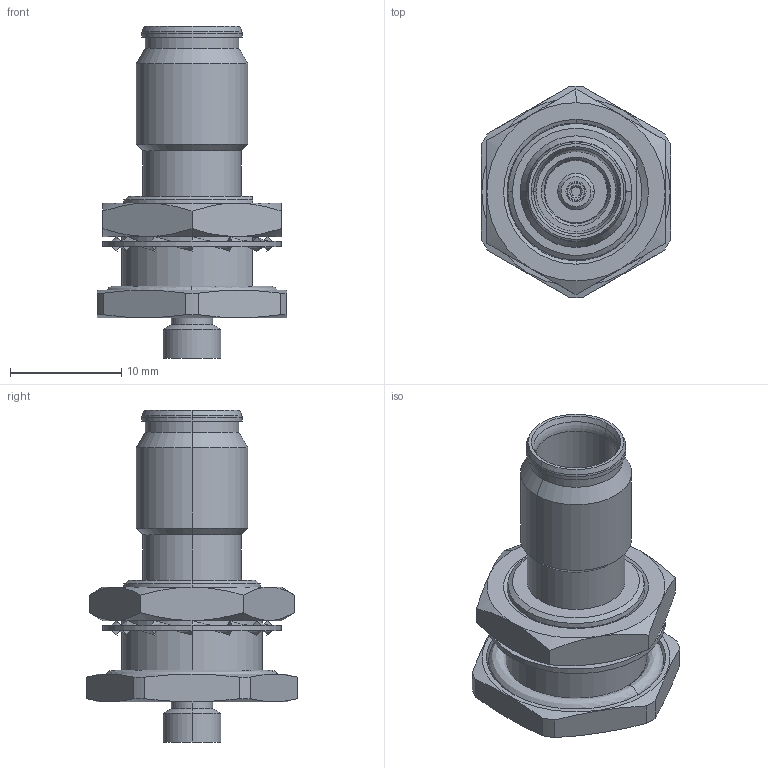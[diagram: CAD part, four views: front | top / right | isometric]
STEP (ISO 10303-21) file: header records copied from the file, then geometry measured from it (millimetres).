
FILE_DESCRIPTION (( 'STEP AP214' ), '1' );
FILE_NAME ('J01491A0007.STEP', '2020-11-26T09:49:49', ( '' ), ( '' ), 'SwSTEP 2.0', 'SolidWorks 2020', '' );
FILE_SCHEMA (( 'AUTOMOTIVE_DESIGN' ));
Length unit declared in the file: millimetre
Products named in the file (1): J01491A0007
Bounding box: 17 x 19 x 29.8 mm (x, y, z)
Volume: 2785.8 mm3; surface area: 2479.4 mm2
Topology: 3 solids, 3 shells, 203 faces, 496 edges, 311 vertices
Faces by surface type: plane 66, cone 46, cylinder 41, bspline 40, torus 10
Entity records: 8854 total; most frequent: CARTESIAN_POINT 2089, ORIENTED_EDGE 992, DIRECTION 842, EDGE_CURVE 496, VERTEX_POINT 311, AXIS2_PLACEMENT_3D 308, VECTOR 226, LINE 226
